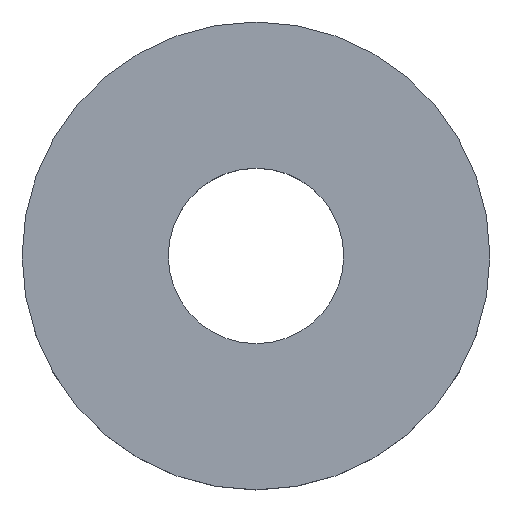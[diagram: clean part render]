
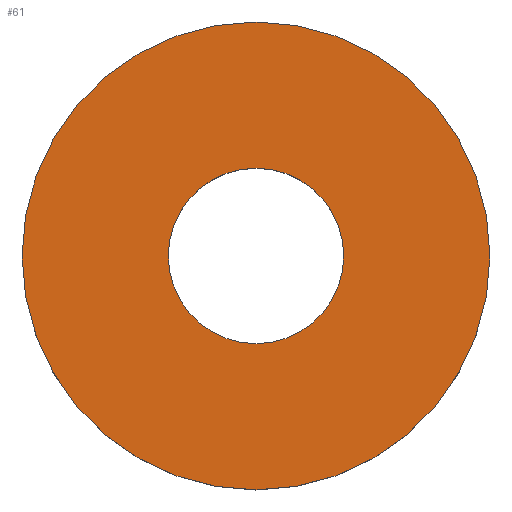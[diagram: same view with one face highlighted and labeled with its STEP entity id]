
A CAD part, top view. The second image highlights one B-rep face of the part: STEP entity #61.
In plain terms, the highlighted planar face has unit normal (0, 0, 1).
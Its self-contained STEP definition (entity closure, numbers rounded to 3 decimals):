
#51=EDGE_CURVE('',#53,#93,#121,.T.);
#53=VERTEX_POINT('',#123);
#61=ADVANCED_FACE('',(#132,#133),#134,.T.);
#65=VERTEX_POINT('',#138);
#71=EDGE_CURVE('',#65,#79,#144,.T.);
#79=VERTEX_POINT('',#155);
#83=EDGE_CURVE('',#79,#65,#159,.T.);
#85=EDGE_CURVE('',#93,#53,#161,.T.);
#93=VERTEX_POINT('',#170);
#121=CIRCLE('',#190,14.0);
#123=CARTESIAN_POINT('',(14.0,0.,4.));
#132=FACE_OUTER_BOUND('',#201,.T.);
#133=FACE_BOUND('',#202,.T.);
#134=PLANE('',#203);
#138=CARTESIAN_POINT('',(-5.25,0.,4.));
#144=CIRCLE('',#218,5.25);
#155=CARTESIAN_POINT('',(5.25,0.,4.));
#159=CIRCLE('',#236,5.25);
#161=CIRCLE('',#239,14.0);
#170=CARTESIAN_POINT('',(-14.0,0.,4.));
#190=AXIS2_PLACEMENT_3D('',#266,#267,#268);
#201=EDGE_LOOP('',(#282,#283));
#202=EDGE_LOOP('',(#284,#285));
#203=AXIS2_PLACEMENT_3D('',#286,#287,#288);
#218=AXIS2_PLACEMENT_3D('',#296,#297,#298);
#236=AXIS2_PLACEMENT_3D('',#316,#317,#318);
#239=AXIS2_PLACEMENT_3D('',#319,#320,#321);
#266=CARTESIAN_POINT('',(0.,0.,4.));
#267=DIRECTION('',(0.0,0.0,-1.0));
#268=DIRECTION('',(1.0,0.,0.0));
#282=ORIENTED_EDGE('',*,*,#51,.F.);
#283=ORIENTED_EDGE('',*,*,#85,.F.);
#284=ORIENTED_EDGE('',*,*,#83,.T.);
#285=ORIENTED_EDGE('',*,*,#71,.T.);
#286=CARTESIAN_POINT('',(9.625,0.,4.));
#287=DIRECTION('',(0.0,0.0,1.0));
#288=DIRECTION('',(1.0,0.0,0.0));
#296=CARTESIAN_POINT('',(0.,0.,4.));
#297=DIRECTION('',(0.0,0.0,-1.0));
#298=DIRECTION('',(1.0,0.,0.0));
#316=CARTESIAN_POINT('',(0.,0.,4.));
#317=DIRECTION('',(0.0,0.0,-1.0));
#318=DIRECTION('',(1.0,0.,0.0));
#319=CARTESIAN_POINT('',(0.,0.,4.));
#320=DIRECTION('',(0.0,0.0,-1.0));
#321=DIRECTION('',(1.0,0.,0.0));
